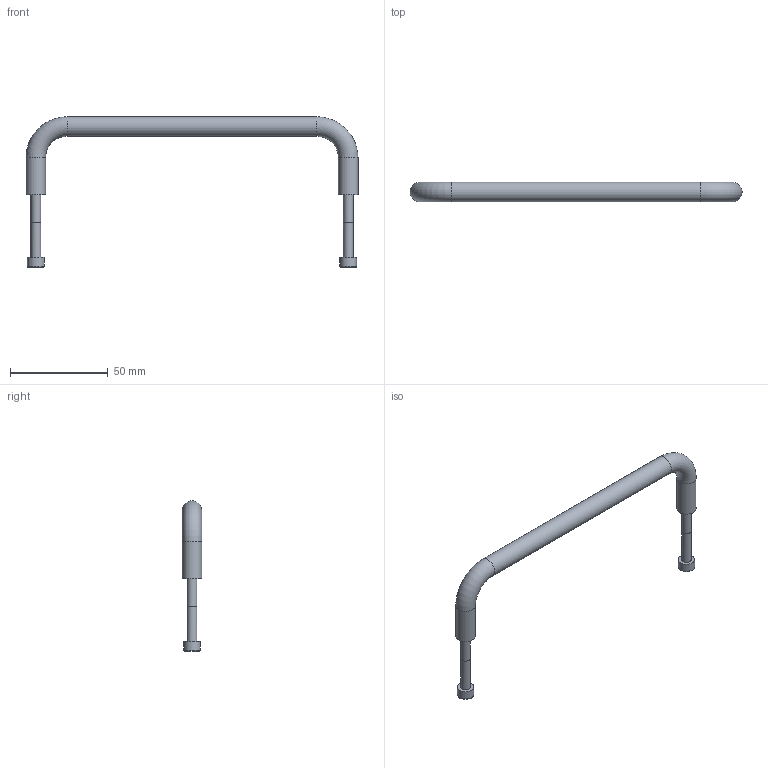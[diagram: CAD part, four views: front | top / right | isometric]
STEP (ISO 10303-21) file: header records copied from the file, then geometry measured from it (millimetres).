
FILE_DESCRIPTION(('STEP AP203'),'1');
FILE_NAME('SAFE10B1354.stp','2023-10-20T09:36:47',(' '),(' '),'Spatial InterOp 3D',' ',' ');
FILE_SCHEMA(('CONFIG_CONTROL_DESIGN'));
Length unit declared in the file: millimetre
Products named in the file (3): Kit poignée Al 160 - P1045 - AR; poignée Al 160; Vis CHC - M5x40
Assembly tree (3 placements, depth 2):
  Kit poignée Al 160 - P1045 - AR
    poignée Al 160
    Vis CHC - M5x40  x2
Bounding box: 170 x 10 x 77 mm (x, y, z)
Volume: 18635.6 mm3; surface area: 9133 mm2
Topology: 3 solids, 3 shells, 43 faces, 89 edges, 54 vertices
Faces by surface type: plane 20, cylinder 13, cone 6, torus 4
Full cylindrical faces by diameter (mm): 4.2 x4, 5 x4, 8.5 x2, 10 x3
Entity records: 1314 total; most frequent: CARTESIAN_POINT 182, DIRECTION 112, PROPERTY_DEFINITION_REPRESENTATION 78, GENERAL_PROPERTY_ASSOCIATION 78, PROPERTY_DEFINITION 78, REPRESENTATION 78, GENERAL_PROPERTY 78, DESCRIPTIVE_REPRESENTATION_ITEM 78
